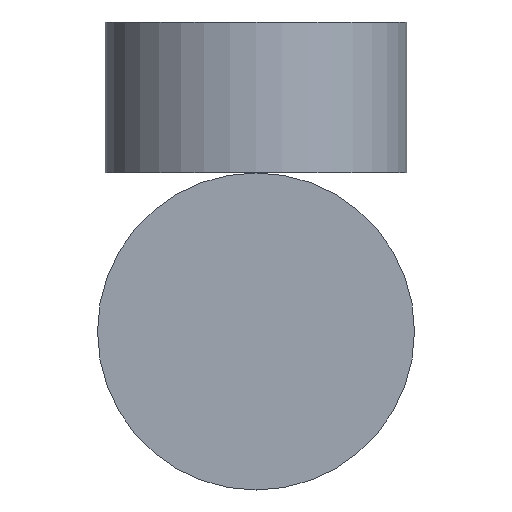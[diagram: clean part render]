
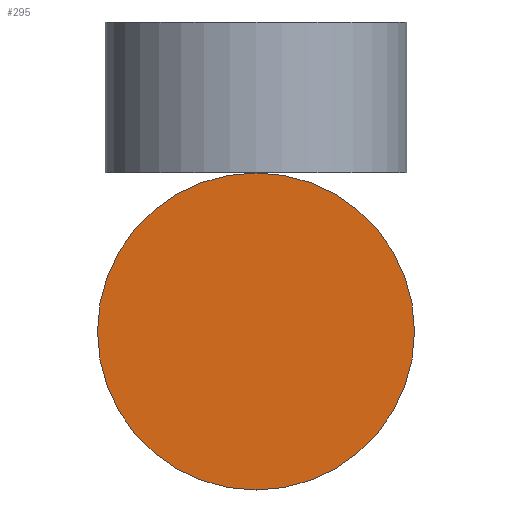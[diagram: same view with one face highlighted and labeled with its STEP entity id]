
A CAD part, front view. The second image highlights one B-rep face of the part: STEP entity #295.
In plain terms, the highlighted planar face has unit normal (0, -1, 0).
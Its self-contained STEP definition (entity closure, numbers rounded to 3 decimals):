
#1 = EDGE_CURVE ( 'NONE', #15, #264, #63, .T. ) ;
#3 = CIRCLE ( 'NONE', #129, 21. ) ;
#6 = AXIS2_PLACEMENT_3D ( 'NONE', #132, #156, #159 ) ;
#15 = VERTEX_POINT ( 'NONE', #181 ) ;
#24 = PLANE ( 'NONE',  #97 ) ;
#25 = ORIENTED_EDGE ( 'NONE', *, *, #1, .T. ) ;
#63 = CIRCLE ( 'NONE', #6, 21. ) ;
#97 = AXIS2_PLACEMENT_3D ( 'NONE', #122, #149, #207 ) ;
#122 = CARTESIAN_POINT ( 'NONE',  ( 0., -20.5, -21. ) ) ;
#129 = AXIS2_PLACEMENT_3D ( 'NONE', #279, #255, #203 ) ;
#132 = CARTESIAN_POINT ( 'NONE',  ( 0., -20.5, -21. ) ) ;
#135 = FACE_OUTER_BOUND ( 'NONE', #277, .T. ) ;
#149 = DIRECTION ( 'NONE',  ( 0., -1., 0. ) ) ;
#156 = DIRECTION ( 'NONE',  ( 0., -1., 0. ) ) ;
#159 = DIRECTION ( 'NONE',  ( 0., 0., -1. ) ) ;
#181 = CARTESIAN_POINT ( 'NONE',  ( 0., -20.5, -42. ) ) ;
#184 = EDGE_CURVE ( 'NONE', #264, #15, #3, .T. ) ;
#203 = DIRECTION ( 'NONE',  ( 0., 0., -1. ) ) ;
#207 = DIRECTION ( 'NONE',  ( 0., 0., -1. ) ) ;
#246 = ORIENTED_EDGE ( 'NONE', *, *, #184, .T. ) ;
#255 = DIRECTION ( 'NONE',  ( 0., -1., 0. ) ) ;
#264 = VERTEX_POINT ( 'NONE', #320 ) ;
#277 = EDGE_LOOP ( 'NONE', ( #25, #246 ) ) ;
#279 = CARTESIAN_POINT ( 'NONE',  ( 0., -20.5, -21. ) ) ;
#295 = ADVANCED_FACE ( 'NONE', ( #135 ), #24, .T. ) ;
#320 = CARTESIAN_POINT ( 'NONE',  ( 0., -20.5, 0. ) ) ;
